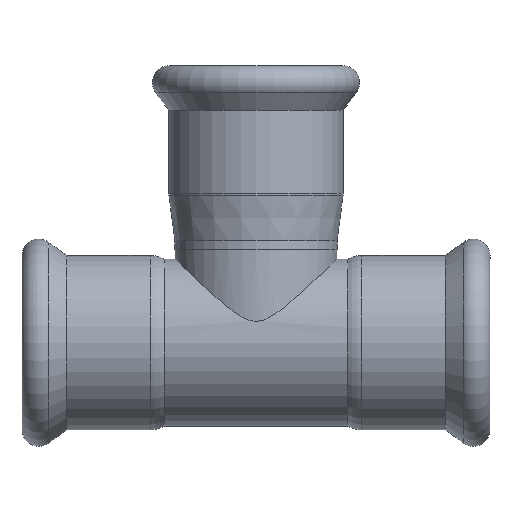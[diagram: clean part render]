
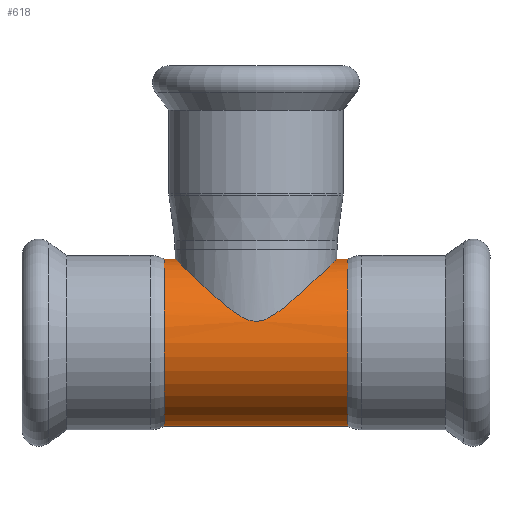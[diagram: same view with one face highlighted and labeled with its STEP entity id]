
A CAD part, front view. The second image highlights one B-rep face of the part: STEP entity #618.
In plain terms, the highlighted cylindrical face has radius 15 mm (diameter 30 mm), a full revolution.
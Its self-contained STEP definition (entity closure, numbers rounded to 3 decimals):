
#106=FACE_BOUND($,#206,.T.);
#107=FACE_BOUND($,#207,.T.);
#108=FACE_BOUND($,#208,.T.);
#155=B_SPLINE_CURVE_WITH_KNOTS($,3,(#1082,#1083,#1084,#1085,#1086,#1087,
#1088,#1089,#1090,#1091,#1092,#1093,#1094,#1095,#1096,#1097,#1098,#1099,
#1100,#1101,#1102,#1103,#1104,#1105,#1106,#1107,#1108,#1109,#1110,#1111,
#1112,#1113,#1114,#1115,#1116,#1117,#1118,#1119,#1120,#1121,#1122,#1123,
#1124,#1125,#1126,#1127,#1128,#1129,#1130,#1131,#1132,#1133,#1134,#1135,
#1136,#1137,#1138,#1139,#1140,#1141,#1142,#1143,#1144,#1145,#1146,#1147,
#1148,#1149,#1150,#1151,#1152,#1153,#1154,#1155),.UNSPECIFIED.,.T.,.F.,
(4,2,2,2,2,2,2,2,2,2,2,2,2,2,2,2,2,2,2,2,2,2,2,2,2,2,2,2,2,2,2,2,2,2,2,
2,4),(0.,0.174,0.349,0.697,1.046,
1.394,1.692,1.99,2.287,2.585,
2.882,3.18,3.477,3.775,4.124,
4.472,4.821,4.995,5.169,5.344,
5.518,5.867,6.215,6.564,6.861,
7.159,7.457,7.754,8.052,8.349,
8.647,8.945,9.293,9.642,9.99,
10.165,10.339),.UNSPECIFIED.);
#206=EDGE_LOOP($,(#472));
#207=EDGE_LOOP($,(#473));
#208=EDGE_LOOP($,(#474));
#300=CIRCLE($,#678,15.);
#301=CIRCLE($,#679,15.);
#349=VERTEX_POINT($,#1081);
#350=VERTEX_POINT($,#1156);
#351=VERTEX_POINT($,#1158);
#406=EDGE_CURVE($,#349,#349,#155,.T.);
#407=EDGE_CURVE($,#350,#350,#300,.T.);
#408=EDGE_CURVE($,#351,#351,#301,.T.);
#472=ORIENTED_EDGE($,*,*,#406,.T.);
#473=ORIENTED_EDGE($,*,*,#407,.F.);
#474=ORIENTED_EDGE($,*,*,#408,.T.);
#603=CYLINDRICAL_SURFACE($,#677,15.);
#618=ADVANCED_FACE($,(#106,#107,#108),#603,.T.);
#677=AXIS2_PLACEMENT_3D($,#1080,#787,#788);
#678=AXIS2_PLACEMENT_3D($,#1157,#789,#790);
#679=AXIS2_PLACEMENT_3D($,#1159,#791,#792);
#787=DIRECTION('center_axis',(1.,0.,0.));
#788=DIRECTION('ref_axis',(0.,1.,0.));
#789=DIRECTION('center_axis',(1.,0.,0.));
#790=DIRECTION('ref_axis',(0.,1.,0.));
#791=DIRECTION('center_axis',(1.,0.,0.));
#792=DIRECTION('ref_axis',(0.,1.,0.));
#1080=CARTESIAN_POINT('Origin',(0.,0.,0.));
#1081=CARTESIAN_POINT('',(0.,14.5,3.841));
#1082=CARTESIAN_POINT('Ctrl Pts',(0.,14.5,3.841));
#1083=CARTESIAN_POINT('Ctrl Pts',(0.581,14.5,3.841));
#1084=CARTESIAN_POINT('Ctrl Pts',(1.093,14.467,3.968));
#1085=CARTESIAN_POINT('Ctrl Pts',(2.059,14.361,4.335));
#1086=CARTESIAN_POINT('Ctrl Pts',(2.513,14.288,4.576));
#1087=CARTESIAN_POINT('Ctrl Pts',(3.849,14.009,5.391));
#1088=CARTESIAN_POINT('Ctrl Pts',(4.701,13.747,6.051));
#1089=CARTESIAN_POINT('Ctrl Pts',(6.399,13.044,7.448));
#1090=CARTESIAN_POINT('Ctrl Pts',(7.231,12.604,8.181));
#1091=CARTESIAN_POINT('Ctrl Pts',(8.816,11.551,9.61));
#1092=CARTESIAN_POINT('Ctrl Pts',(9.568,10.938,10.307));
#1093=CARTESIAN_POINT('Ctrl Pts',(10.838,9.668,11.496));
#1094=CARTESIAN_POINT('Ctrl Pts',(11.409,8.995,12.037));
#1095=CARTESIAN_POINT('Ctrl Pts',(12.447,7.493,13.025));
#1096=CARTESIAN_POINT('Ctrl Pts',(12.914,6.664,13.473));
#1097=CARTESIAN_POINT('Ctrl Pts',(13.685,4.89,14.213));
#1098=CARTESIAN_POINT('Ctrl Pts',(13.989,3.943,14.507));
#1099=CARTESIAN_POINT('Ctrl Pts',(14.397,1.994,14.9));
#1100=CARTESIAN_POINT('Ctrl Pts',(14.5,0.992,15.));
#1101=CARTESIAN_POINT('Ctrl Pts',(14.5,-0.992,15.));
#1102=CARTESIAN_POINT('Ctrl Pts',(14.397,-1.994,14.9));
#1103=CARTESIAN_POINT('Ctrl Pts',(13.989,-3.943,14.507));
#1104=CARTESIAN_POINT('Ctrl Pts',(13.685,-4.89,14.213));
#1105=CARTESIAN_POINT('Ctrl Pts',(12.914,-6.664,13.473));
#1106=CARTESIAN_POINT('Ctrl Pts',(12.447,-7.493,13.025));
#1107=CARTESIAN_POINT('Ctrl Pts',(11.409,-8.995,12.037));
#1108=CARTESIAN_POINT('Ctrl Pts',(10.838,-9.668,11.496));
#1109=CARTESIAN_POINT('Ctrl Pts',(9.568,-10.938,10.307));
#1110=CARTESIAN_POINT('Ctrl Pts',(8.816,-11.551,9.61));
#1111=CARTESIAN_POINT('Ctrl Pts',(7.231,-12.604,8.181));
#1112=CARTESIAN_POINT('Ctrl Pts',(6.399,-13.044,7.448));
#1113=CARTESIAN_POINT('Ctrl Pts',(4.701,-13.747,6.051));
#1114=CARTESIAN_POINT('Ctrl Pts',(3.849,-14.009,5.391));
#1115=CARTESIAN_POINT('Ctrl Pts',(2.513,-14.288,4.576));
#1116=CARTESIAN_POINT('Ctrl Pts',(2.059,-14.361,4.335));
#1117=CARTESIAN_POINT('Ctrl Pts',(1.093,-14.467,3.968));
#1118=CARTESIAN_POINT('Ctrl Pts',(0.581,-14.5,3.841));
#1119=CARTESIAN_POINT('Ctrl Pts',(-0.581,-14.5,3.841));
#1120=CARTESIAN_POINT('Ctrl Pts',(-1.093,-14.467,3.968));
#1121=CARTESIAN_POINT('Ctrl Pts',(-2.059,-14.361,4.335));
#1122=CARTESIAN_POINT('Ctrl Pts',(-2.513,-14.288,4.576));
#1123=CARTESIAN_POINT('Ctrl Pts',(-3.849,-14.009,5.391));
#1124=CARTESIAN_POINT('Ctrl Pts',(-4.701,-13.747,6.051));
#1125=CARTESIAN_POINT('Ctrl Pts',(-6.399,-13.044,7.448));
#1126=CARTESIAN_POINT('Ctrl Pts',(-7.231,-12.604,8.181));
#1127=CARTESIAN_POINT('Ctrl Pts',(-8.816,-11.551,9.61));
#1128=CARTESIAN_POINT('Ctrl Pts',(-9.568,-10.938,10.307));
#1129=CARTESIAN_POINT('Ctrl Pts',(-10.838,-9.668,11.496));
#1130=CARTESIAN_POINT('Ctrl Pts',(-11.409,-8.995,12.037));
#1131=CARTESIAN_POINT('Ctrl Pts',(-12.447,-7.493,13.025));
#1132=CARTESIAN_POINT('Ctrl Pts',(-12.914,-6.664,13.473));
#1133=CARTESIAN_POINT('Ctrl Pts',(-13.685,-4.89,14.213));
#1134=CARTESIAN_POINT('Ctrl Pts',(-13.989,-3.943,14.507));
#1135=CARTESIAN_POINT('Ctrl Pts',(-14.397,-1.994,14.9));
#1136=CARTESIAN_POINT('Ctrl Pts',(-14.5,-0.992,15.));
#1137=CARTESIAN_POINT('Ctrl Pts',(-14.5,0.992,15.));
#1138=CARTESIAN_POINT('Ctrl Pts',(-14.397,1.994,14.9));
#1139=CARTESIAN_POINT('Ctrl Pts',(-13.989,3.943,14.507));
#1140=CARTESIAN_POINT('Ctrl Pts',(-13.685,4.89,14.213));
#1141=CARTESIAN_POINT('Ctrl Pts',(-12.914,6.664,13.473));
#1142=CARTESIAN_POINT('Ctrl Pts',(-12.447,7.493,13.025));
#1143=CARTESIAN_POINT('Ctrl Pts',(-11.409,8.995,12.037));
#1144=CARTESIAN_POINT('Ctrl Pts',(-10.838,9.668,11.496));
#1145=CARTESIAN_POINT('Ctrl Pts',(-9.568,10.938,10.307));
#1146=CARTESIAN_POINT('Ctrl Pts',(-8.816,11.551,9.61));
#1147=CARTESIAN_POINT('Ctrl Pts',(-7.231,12.604,8.181));
#1148=CARTESIAN_POINT('Ctrl Pts',(-6.399,13.044,7.448));
#1149=CARTESIAN_POINT('Ctrl Pts',(-4.701,13.747,6.051));
#1150=CARTESIAN_POINT('Ctrl Pts',(-3.849,14.009,5.391));
#1151=CARTESIAN_POINT('Ctrl Pts',(-2.513,14.288,4.576));
#1152=CARTESIAN_POINT('Ctrl Pts',(-2.059,14.361,4.335));
#1153=CARTESIAN_POINT('Ctrl Pts',(-1.093,14.467,3.968));
#1154=CARTESIAN_POINT('Ctrl Pts',(-0.581,14.5,3.841));
#1155=CARTESIAN_POINT('Ctrl Pts',(0.,14.5,3.841));
#1156=CARTESIAN_POINT('',(19.,15.,0.));
#1157=CARTESIAN_POINT('Origin',(19.,0.,0.));
#1158=CARTESIAN_POINT('',(-19.,15.,0.));
#1159=CARTESIAN_POINT('Origin',(-19.,0.,0.));
